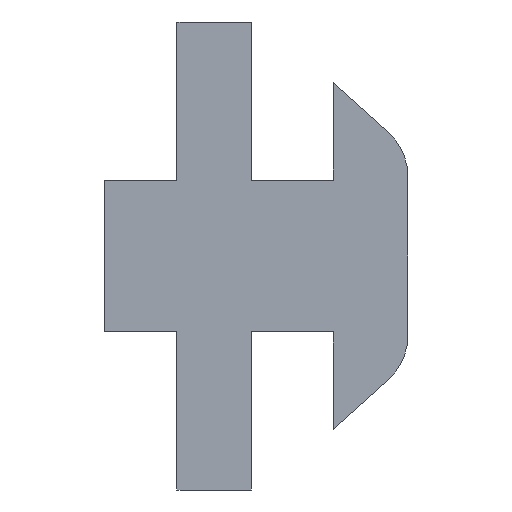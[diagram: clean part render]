
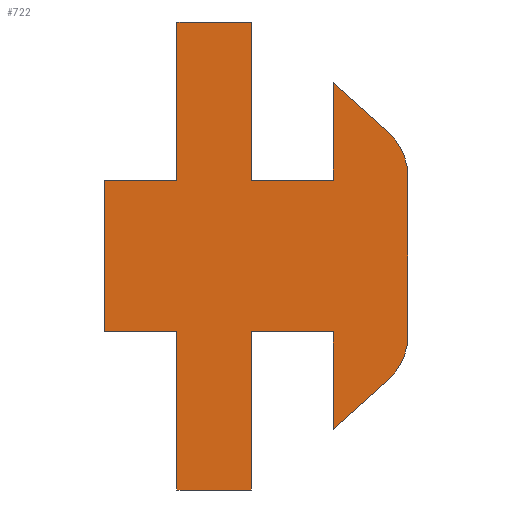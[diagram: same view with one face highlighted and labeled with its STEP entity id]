
A CAD part, left-side view. The second image highlights one B-rep face of the part: STEP entity #722.
In plain terms, the highlighted planar face has unit normal (-1, 0, 0).
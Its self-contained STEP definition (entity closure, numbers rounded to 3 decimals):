
#23=PLANE('',#787);
#57=FACE_OUTER_BOUND('',#96,.T.);
#96=EDGE_LOOP('',(#541,#542,#543,#544,#545,#546,#547,#548,#549,#550,#551,
#552,#553,#554,#555,#556,#557,#558));
#121=CIRCLE('',#785,2.);
#122=CIRCLE('',#788,2.);
#178=LINE('',#1494,#243);
#181=LINE('',#1656,#246);
#182=LINE('',#1658,#247);
#183=LINE('',#1660,#248);
#184=LINE('',#1662,#249);
#185=LINE('',#1664,#250);
#186=LINE('',#1666,#251);
#187=LINE('',#1668,#252);
#188=LINE('',#1670,#253);
#189=LINE('',#1672,#254);
#190=LINE('',#1674,#255);
#191=LINE('',#1676,#256);
#192=LINE('',#1678,#257);
#193=LINE('',#1680,#258);
#194=LINE('',#1682,#259);
#195=LINE('',#1684,#260);
#243=VECTOR('',#870,10.);
#246=VECTOR('',#875,10.);
#247=VECTOR('',#876,10.);
#248=VECTOR('',#877,10.);
#249=VECTOR('',#878,10.);
#250=VECTOR('',#879,10.);
#251=VECTOR('',#880,10.);
#252=VECTOR('',#881,10.);
#253=VECTOR('',#882,10.);
#254=VECTOR('',#883,10.);
#255=VECTOR('',#884,10.);
#256=VECTOR('',#885,10.);
#257=VECTOR('',#886,10.);
#258=VECTOR('',#887,10.);
#259=VECTOR('',#888,10.);
#260=VECTOR('',#889,10.);
#326=VERTEX_POINT('',#1487);
#327=VERTEX_POINT('',#1489);
#328=VERTEX_POINT('',#1493);
#331=VERTEX_POINT('',#1655);
#332=VERTEX_POINT('',#1657);
#333=VERTEX_POINT('',#1659);
#334=VERTEX_POINT('',#1661);
#335=VERTEX_POINT('',#1663);
#336=VERTEX_POINT('',#1665);
#337=VERTEX_POINT('',#1667);
#338=VERTEX_POINT('',#1669);
#339=VERTEX_POINT('',#1671);
#340=VERTEX_POINT('',#1673);
#341=VERTEX_POINT('',#1675);
#342=VERTEX_POINT('',#1677);
#343=VERTEX_POINT('',#1679);
#344=VERTEX_POINT('',#1681);
#345=VERTEX_POINT('',#1683);
#411=EDGE_CURVE('',#326,#327,#121,.T.);
#413=EDGE_CURVE('',#328,#327,#178,.T.);
#418=EDGE_CURVE('',#326,#331,#181,.T.);
#419=EDGE_CURVE('',#331,#332,#182,.T.);
#420=EDGE_CURVE('',#332,#333,#183,.T.);
#421=EDGE_CURVE('',#333,#334,#184,.T.);
#422=EDGE_CURVE('',#334,#335,#185,.T.);
#423=EDGE_CURVE('',#335,#336,#186,.T.);
#424=EDGE_CURVE('',#336,#337,#187,.T.);
#425=EDGE_CURVE('',#337,#338,#188,.T.);
#426=EDGE_CURVE('',#338,#339,#189,.T.);
#427=EDGE_CURVE('',#339,#340,#190,.T.);
#428=EDGE_CURVE('',#340,#341,#191,.T.);
#429=EDGE_CURVE('',#341,#342,#192,.T.);
#430=EDGE_CURVE('',#342,#343,#193,.T.);
#431=EDGE_CURVE('',#343,#344,#194,.T.);
#432=EDGE_CURVE('',#344,#345,#195,.T.);
#433=EDGE_CURVE('',#328,#345,#122,.T.);
#541=ORIENTED_EDGE('',*,*,#411,.F.);
#542=ORIENTED_EDGE('',*,*,#418,.T.);
#543=ORIENTED_EDGE('',*,*,#419,.T.);
#544=ORIENTED_EDGE('',*,*,#420,.T.);
#545=ORIENTED_EDGE('',*,*,#421,.T.);
#546=ORIENTED_EDGE('',*,*,#422,.T.);
#547=ORIENTED_EDGE('',*,*,#423,.T.);
#548=ORIENTED_EDGE('',*,*,#424,.T.);
#549=ORIENTED_EDGE('',*,*,#425,.T.);
#550=ORIENTED_EDGE('',*,*,#426,.T.);
#551=ORIENTED_EDGE('',*,*,#427,.T.);
#552=ORIENTED_EDGE('',*,*,#428,.T.);
#553=ORIENTED_EDGE('',*,*,#429,.T.);
#554=ORIENTED_EDGE('',*,*,#430,.T.);
#555=ORIENTED_EDGE('',*,*,#431,.T.);
#556=ORIENTED_EDGE('',*,*,#432,.T.);
#557=ORIENTED_EDGE('',*,*,#433,.F.);
#558=ORIENTED_EDGE('',*,*,#413,.T.);
#722=ADVANCED_FACE('',(#57),#23,.T.);
#785=AXIS2_PLACEMENT_3D('',#1490,#865,#866);
#787=AXIS2_PLACEMENT_3D('',#1654,#873,#874);
#788=AXIS2_PLACEMENT_3D('',#1685,#890,#891);
#865=DIRECTION('center_axis',(1.,0.,0.));
#866=DIRECTION('ref_axis',(0.,-0.913,0.407));
#870=DIRECTION('',(0.,0.,1.));
#873=DIRECTION('center_axis',(-1.,0.,0.));
#874=DIRECTION('ref_axis',(0.,0.,1.));
#875=DIRECTION('',(0.,0.744,0.668));
#876=DIRECTION('',(0.,0.,-1.));
#877=DIRECTION('',(0.,1.,0.));
#878=DIRECTION('',(0.,0.,1.));
#879=DIRECTION('',(0.,1.,0.));
#880=DIRECTION('',(0.,0.,-1.));
#881=DIRECTION('',(0.,1.,0.));
#882=DIRECTION('',(0.,0.,-1.));
#883=DIRECTION('',(0.,-1.,0.));
#884=DIRECTION('',(0.,0.,-1.));
#885=DIRECTION('',(0.,-1.,0.));
#886=DIRECTION('',(0.,0.,1.));
#887=DIRECTION('',(0.,-1.,0.));
#888=DIRECTION('',(0.,0.,-1.));
#889=DIRECTION('',(0.,-0.744,0.668));
#890=DIRECTION('center_axis',(1.,0.,0.));
#891=DIRECTION('ref_axis',(0.,-0.913,-0.407));
#1487=CARTESIAN_POINT('',(-20.15,-4.336,4.096));
#1489=CARTESIAN_POINT('',(-20.15,-5.,2.608));
#1490=CARTESIAN_POINT('Origin',(-20.15,-3.,2.608));
#1493=CARTESIAN_POINT('',(-20.15,-5.,-2.608));
#1494=CARTESIAN_POINT('',(-20.15,-5.,7.7));
#1654=CARTESIAN_POINT('Origin',(-20.15,0.,0.));
#1655=CARTESIAN_POINT('',(-20.15,-2.55,5.7));
#1656=CARTESIAN_POINT('',(-20.15,-2.55,5.7));
#1657=CARTESIAN_POINT('',(-20.15,-2.55,2.5));
#1658=CARTESIAN_POINT('',(-20.15,-2.55,2.5));
#1659=CARTESIAN_POINT('',(-20.15,0.15,2.5));
#1660=CARTESIAN_POINT('',(-20.15,0.15,2.5));
#1661=CARTESIAN_POINT('',(-20.15,0.15,7.7));
#1662=CARTESIAN_POINT('',(-20.15,0.15,7.7));
#1663=CARTESIAN_POINT('',(-20.15,2.6,7.7));
#1664=CARTESIAN_POINT('',(-20.15,5.,7.7));
#1665=CARTESIAN_POINT('',(-20.15,2.6,2.5));
#1666=CARTESIAN_POINT('',(-20.15,2.6,2.5));
#1667=CARTESIAN_POINT('',(-20.15,5.,2.5));
#1668=CARTESIAN_POINT('',(-20.15,5.,2.5));
#1669=CARTESIAN_POINT('',(-20.15,5.,-2.5));
#1670=CARTESIAN_POINT('',(-20.15,5.,-7.7));
#1671=CARTESIAN_POINT('',(-20.15,2.6,-2.5));
#1672=CARTESIAN_POINT('',(-20.15,2.6,-2.5));
#1673=CARTESIAN_POINT('',(-20.15,2.6,-7.7));
#1674=CARTESIAN_POINT('',(-20.15,2.6,-7.7));
#1675=CARTESIAN_POINT('',(-20.15,0.15,-7.7));
#1676=CARTESIAN_POINT('',(-20.15,-5.,-7.7));
#1677=CARTESIAN_POINT('',(-20.15,0.15,-2.5));
#1678=CARTESIAN_POINT('',(-20.15,0.15,-2.5));
#1679=CARTESIAN_POINT('',(-20.15,-2.55,-2.5));
#1680=CARTESIAN_POINT('',(-20.15,-2.55,-2.5));
#1681=CARTESIAN_POINT('',(-20.15,-2.55,-5.7));
#1682=CARTESIAN_POINT('',(-20.15,-2.55,-5.7));
#1683=CARTESIAN_POINT('',(-20.15,-4.336,-4.096));
#1684=CARTESIAN_POINT('',(-20.15,-5.,-3.5));
#1685=CARTESIAN_POINT('Origin',(-20.15,-3.,-2.608));
